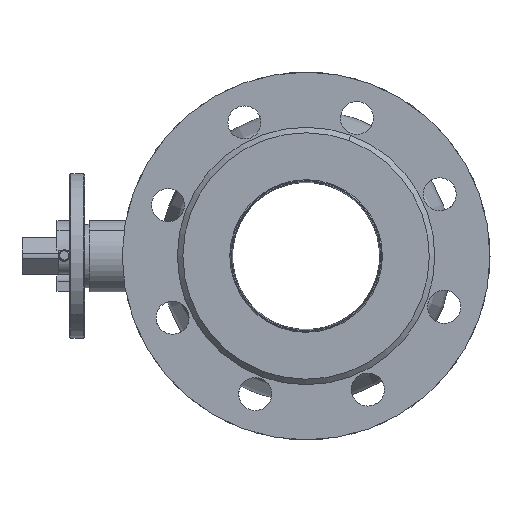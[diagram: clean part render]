
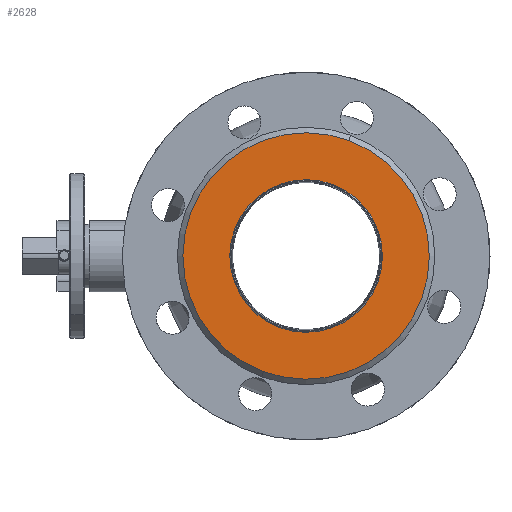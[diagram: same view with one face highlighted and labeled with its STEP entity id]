
A CAD part, left-side view. The second image highlights one B-rep face of the part: STEP entity #2628.
In plain terms, the highlighted face is planar.
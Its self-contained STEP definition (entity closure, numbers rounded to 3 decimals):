
#285 = DIRECTION ( 'NONE',  ( 0., 0., 1. ) ) ;
#309 = CARTESIAN_POINT ( 'NONE',  ( 0., 0., 24. ) ) ;
#424 = CARTESIAN_POINT ( 'NONE',  ( -41.5, 0., 24. ) ) ;
#699 = AXIS2_PLACEMENT_3D ( 'NONE', #4428, #285, #4458 ) ;
#886 = CIRCLE ( 'NONE', #3548, 41.5 ) ;
#1038 = CARTESIAN_POINT ( 'NONE',  ( -67., 0., 24. ) ) ;
#1077 = ORIENTED_EDGE ( 'NONE', *, *, #3305, .T. ) ;
#1361 = CIRCLE ( 'NONE', #4800, 41.5 ) ;
#1614 = ORIENTED_EDGE ( 'NONE', *, *, #1738, .F. ) ;
#1692 = DIRECTION ( 'NONE',  ( 0., 0., 1. ) ) ;
#1738 = EDGE_CURVE ( 'NONE', #1976, #4105, #1361, .T. ) ;
#1787 = DIRECTION ( 'NONE',  ( 0., 0., 1. ) ) ;
#1976 = VERTEX_POINT ( 'NONE', #424 ) ;
#2119 = VERTEX_POINT ( 'NONE', #5835 ) ;
#2426 = FACE_OUTER_BOUND ( 'NONE', #4816, .T. ) ;
#2560 = EDGE_LOOP ( 'NONE', ( #4542, #1614 ) ) ;
#2628 = ADVANCED_FACE ( 'NONE', ( #2426, #4299 ), #3763, .T. ) ;
#2727 = DIRECTION ( 'NONE',  ( 1., 0., 0. ) ) ;
#3117 = CARTESIAN_POINT ( 'NONE',  ( 0., 0., 24. ) ) ;
#3142 = DIRECTION ( 'NONE',  ( 1., 0., 0. ) ) ;
#3305 = EDGE_CURVE ( 'NONE', #2119, #5956, #5591, .T. ) ;
#3342 = DIRECTION ( 'NONE',  ( 0., 0., 1. ) ) ;
#3373 = CARTESIAN_POINT ( 'NONE',  ( 0., 0., 24. ) ) ;
#3459 = AXIS2_PLACEMENT_3D ( 'NONE', #3373, #3342, #5167 ) ;
#3548 = AXIS2_PLACEMENT_3D ( 'NONE', #4478, #1787, #5932 ) ;
#3763 = PLANE ( 'NONE',  #3459 ) ;
#4031 = CIRCLE ( 'NONE', #699, 67. ) ;
#4105 = VERTEX_POINT ( 'NONE', #4893 ) ;
#4124 = AXIS2_PLACEMENT_3D ( 'NONE', #309, #1692, #3142 ) ;
#4285 = ORIENTED_EDGE ( 'NONE', *, *, #5277, .T. ) ;
#4299 = FACE_BOUND ( 'NONE', #2560, .T. ) ;
#4417 = EDGE_CURVE ( 'NONE', #4105, #1976, #886, .T. ) ;
#4428 = CARTESIAN_POINT ( 'NONE',  ( 0., 0., 24. ) ) ;
#4458 = DIRECTION ( 'NONE',  ( 1., 0., 0. ) ) ;
#4478 = CARTESIAN_POINT ( 'NONE',  ( 0., 0., 24. ) ) ;
#4542 = ORIENTED_EDGE ( 'NONE', *, *, #4417, .F. ) ;
#4800 = AXIS2_PLACEMENT_3D ( 'NONE', #3117, #5868, #2727 ) ;
#4816 = EDGE_LOOP ( 'NONE', ( #4285, #1077 ) ) ;
#4893 = CARTESIAN_POINT ( 'NONE',  ( 41.5, 0., 24. ) ) ;
#5167 = DIRECTION ( 'NONE',  ( 1., 0., 0. ) ) ;
#5277 = EDGE_CURVE ( 'NONE', #5956, #2119, #4031, .T. ) ;
#5591 = CIRCLE ( 'NONE', #4124, 67. ) ;
#5835 = CARTESIAN_POINT ( 'NONE',  ( 67., 0., 24. ) ) ;
#5868 = DIRECTION ( 'NONE',  ( 0., 0., 1. ) ) ;
#5932 = DIRECTION ( 'NONE',  ( 1., 0., 0. ) ) ;
#5956 = VERTEX_POINT ( 'NONE', #1038 ) ;
